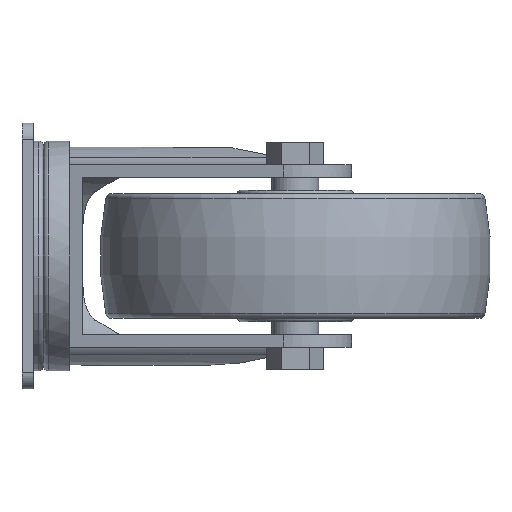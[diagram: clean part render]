
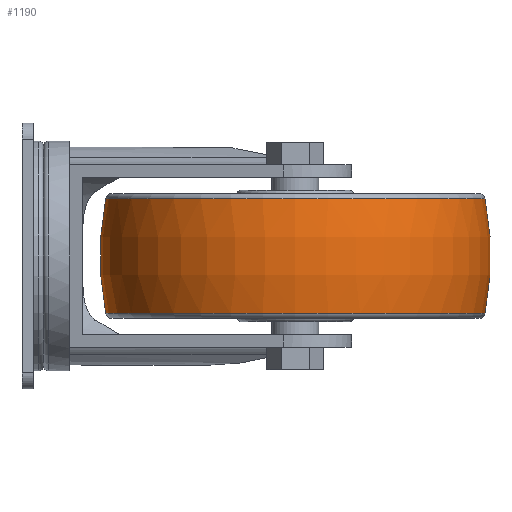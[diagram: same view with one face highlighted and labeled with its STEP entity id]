
A CAD part, left-side view. The second image highlights one B-rep face of the part: STEP entity #1190.
In plain terms, the highlighted toroidal (fillet/blend) face has major radius 31.25 mm and minor radius 93.75 mm.
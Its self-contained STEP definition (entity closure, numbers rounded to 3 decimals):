
#20=DEGENERATE_TOROIDAL_SURFACE('',#1336,31.25,93.75,
 .F.);
#531=ORIENTED_EDGE('',*,*,#692,.T.);
#532=ORIENTED_EDGE('',*,*,#691,.F.);
#691=EDGE_CURVE('',#803,#803,#861,.T.);
#692=EDGE_CURVE('',#804,#804,#862,.T.);
#803=VERTEX_POINT('',#2059);
#804=VERTEX_POINT('',#2062);
#861=CIRCLE('',#1335,60.678);
#862=CIRCLE('',#1337,60.678);
#969=EDGE_LOOP('',(#531));
#970=EDGE_LOOP('',(#532));
#1085=FACE_BOUND('',#969,.T.);
#1086=FACE_BOUND('',#970,.T.);
#1190=ADVANCED_FACE('',(#1085,#1086),#20,.F.);
#1335=AXIS2_PLACEMENT_3D('',#2058,#1679,#1680);
#1336=AXIS2_PLACEMENT_3D('',#2060,#1681,#1682);
#1337=AXIS2_PLACEMENT_3D('',#2061,#1683,#1684);
#1679=DIRECTION('',(0.,0.,-1.));
#1680=DIRECTION('',(-1.,0.,0.));
#1681=DIRECTION('',(0.,0.,-1.));
#1682=DIRECTION('',(-1.,0.,0.));
#1683=DIRECTION('',(0.,0.,-1.));
#1684=DIRECTION('',(-1.,0.,0.));
#2058=CARTESIAN_POINT('',(0.,0.,-18.392));
#2059=CARTESIAN_POINT('',(-60.678,0.,-18.392));
#2060=CARTESIAN_POINT('',(0.,0.,0.));
#2061=CARTESIAN_POINT('',(0.,0.,18.392));
#2062=CARTESIAN_POINT('',(-60.678,0.,18.392));
